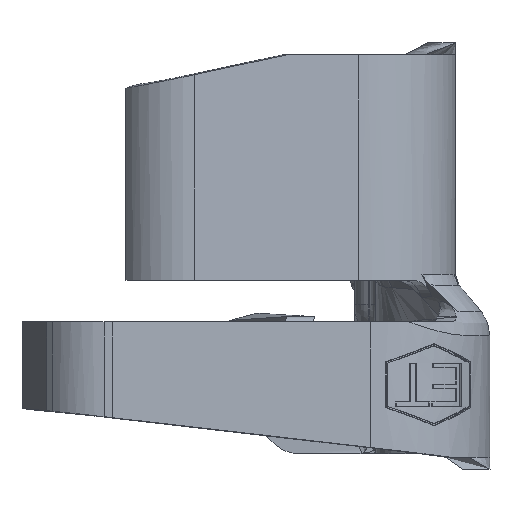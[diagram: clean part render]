
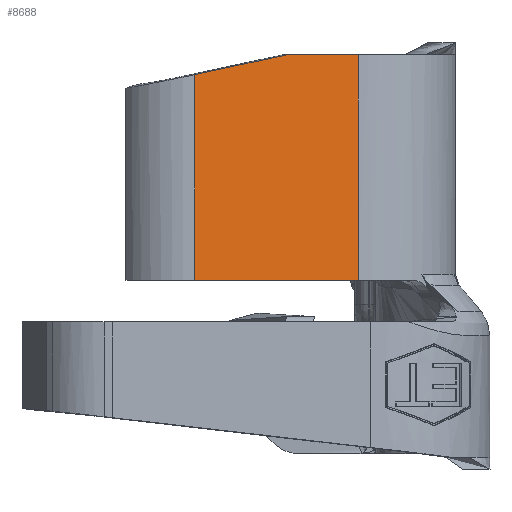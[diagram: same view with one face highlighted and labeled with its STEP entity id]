
A CAD part, left-side view. The second image highlights one B-rep face of the part: STEP entity #8688.
In plain terms, the highlighted planar face has unit normal (-0.989, -0.15, 0).
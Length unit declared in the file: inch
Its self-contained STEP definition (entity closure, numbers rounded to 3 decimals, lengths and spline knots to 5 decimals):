
#61 = CARTESIAN_POINT ( 'NONE',  ( -0.47955, 0.10447, 0.10461 ) ) ;
#698 = DIRECTION ( 'NONE',  ( 0., 0., 1. ) ) ;
#840 = ORIENTED_EDGE ( 'NONE', *, *, #11413, .F. ) ;
#1351 = DIRECTION ( 'NONE',  ( -0.15, 0.989, 0. ) ) ;
#1398 = PLANE ( 'NONE',  #2005 ) ;
#2005 = AXIS2_PLACEMENT_3D ( 'NONE', #8372, #8415, #2400 ) ;
#2400 = DIRECTION ( 'NONE',  ( -0.15, 0.989, 0. ) ) ;
#2682 = VERTEX_POINT ( 'NONE', #10114 ) ;
#2992 = CARTESIAN_POINT ( 'NONE',  ( -0.46526, 0.01011, -0.014 ) ) ;
#4291 = CARTESIAN_POINT ( 'NONE',  ( -0.47152, 0.0515, 0.116 ) ) ;
#4393 = DIRECTION ( 'NONE',  ( 0.147, -0.967, 0.208 ) ) ;
#4754 = ORIENTED_EDGE ( 'NONE', *, *, #7478, .T. ) ;
#4833 = CARTESIAN_POINT ( 'NONE',  ( -0.47955, 0.10447, -0.014 ) ) ;
#5599 = CARTESIAN_POINT ( 'NONE',  ( -0.46526, 0.01011, 0.116 ) ) ;
#6765 = EDGE_CURVE ( 'NONE', #12180, #2682, #8310, .T. ) ;
#6861 = VECTOR ( 'NONE', #698, 39.37008 ) ;
#7012 = VECTOR ( 'NONE', #1351, 39.37008 ) ;
#7182 = VERTEX_POINT ( 'NONE', #61 ) ;
#7207 = LINE ( 'NONE', #10428, #12605 ) ;
#7471 = ORIENTED_EDGE ( 'NONE', *, *, #10379, .F. ) ;
#7478 = EDGE_CURVE ( 'NONE', #2682, #10618, #10692, .T. ) ;
#7667 = VECTOR ( 'NONE', #11668, 39.37008 ) ;
#8261 = ORIENTED_EDGE ( 'NONE', *, *, #6765, .T. ) ;
#8310 = LINE ( 'NONE', #10578, #13047 ) ;
#8372 = CARTESIAN_POINT ( 'NONE',  ( -0.46526, 0.01011, -0.014 ) ) ;
#8376 = CARTESIAN_POINT ( 'NONE',  ( -0.46526, 0.01011, -0.014 ) ) ;
#8415 = DIRECTION ( 'NONE',  ( 0.989, 0.15, 0. ) ) ;
#8688 = ADVANCED_FACE ( 'NONE', ( #12905 ), #1398, .F. ) ;
#9028 = VERTEX_POINT ( 'NONE', #4833 ) ;
#9121 = ORIENTED_EDGE ( 'NONE', *, *, #9507, .F. ) ;
#9246 = LINE ( 'NONE', #12755, #6861 ) ;
#9391 = LINE ( 'NONE', #8376, #7012 ) ;
#9507 = EDGE_CURVE ( 'NONE', #7182, #10618, #7207, .T. ) ;
#10114 = CARTESIAN_POINT ( 'NONE',  ( -0.46526, 0.01011, 0.116 ) ) ;
#10379 = EDGE_CURVE ( 'NONE', #9028, #7182, #9246, .T. ) ;
#10428 = CARTESIAN_POINT ( 'NONE',  ( -0.485, 0.14048, 0.09687 ) ) ;
#10578 = CARTESIAN_POINT ( 'NONE',  ( -0.46526, 0.01011, -0.014 ) ) ;
#10614 = DIRECTION ( 'NONE',  ( 0., 0., 1. ) ) ;
#10618 = VERTEX_POINT ( 'NONE', #4291 ) ;
#10692 = LINE ( 'NONE', #5599, #7667 ) ;
#11413 = EDGE_CURVE ( 'NONE', #12180, #9028, #9391, .T. ) ;
#11668 = DIRECTION ( 'NONE',  ( -0.15, 0.989, 0. ) ) ;
#12180 = VERTEX_POINT ( 'NONE', #2992 ) ;
#12605 = VECTOR ( 'NONE', #4393, 39.37008 ) ;
#12755 = CARTESIAN_POINT ( 'NONE',  ( -0.47955, 0.10447, -0.014 ) ) ;
#12905 = FACE_OUTER_BOUND ( 'NONE', #12906, .T. ) ;
#12906 = EDGE_LOOP ( 'NONE', ( #4754, #9121, #7471, #840, #8261 ) ) ;
#13047 = VECTOR ( 'NONE', #10614, 39.37008 ) ;
